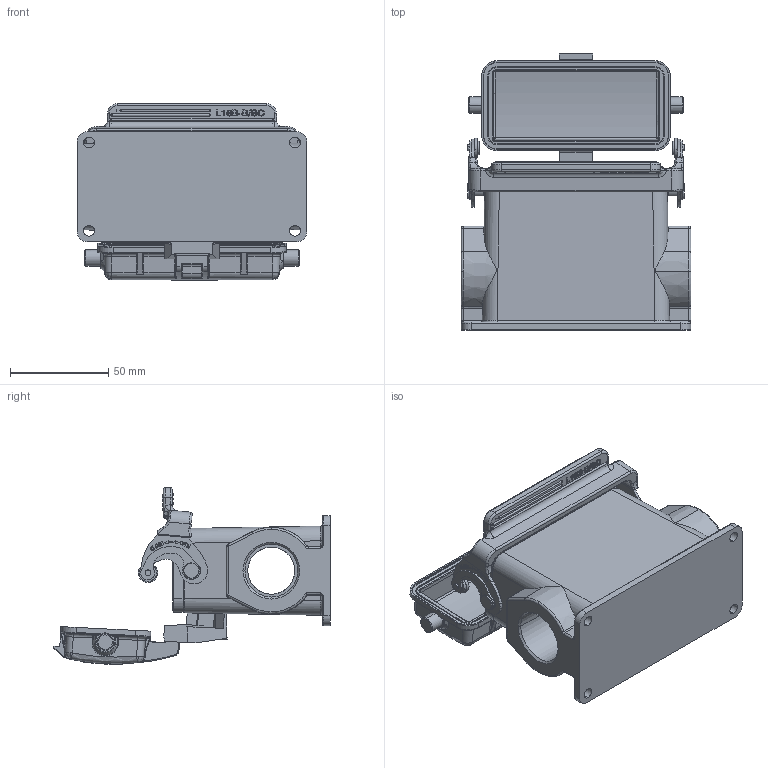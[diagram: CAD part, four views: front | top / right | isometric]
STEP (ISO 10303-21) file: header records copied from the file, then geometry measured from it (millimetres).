
FILE_DESCRIPTION((''),'2;1');
FILE_NAME('PRT0388_1','2017-09-29T',('dm.li'),(''),'PRO/ENGINEER BY PARAMETRIC TECHNOLOGY CORPORATION, 2012480','PRO/ENGINEER BY PARAMETRIC TECHNOLOGY CORPORATION, 2012480','');
FILE_SCHEMA(('AUTOMOTIVE_DESIGN { 1 0 10303 214 1 1 1 1 }'));
Products named in the file (1): PRT0388_1
Bounding box: 117 x 140.87 x 89.99 mm (x, y, z)
Volume: 203298.2 mm3; surface area: 88224.7 mm2
Topology: 1 solids, 25 shells, 1881 faces, 4966 edges, 3180 vertices
Faces by surface type: plane 668, cylinder 512, extrusion 278, bspline 213, torus 155, cone 37, sphere 18
Entity records: 82157 total; most frequent: CARTESIAN_POINT 31542, ORIENTED_EDGE 9798, DIRECTION 7759, EDGE_CURVE 4926, VERTEX_POINT 3180, AXIS2_PLACEMENT_3D 2596, VECTOR 2567, LINE 2289
